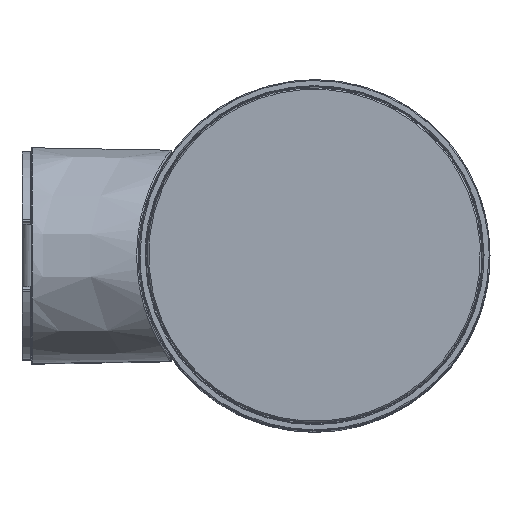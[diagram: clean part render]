
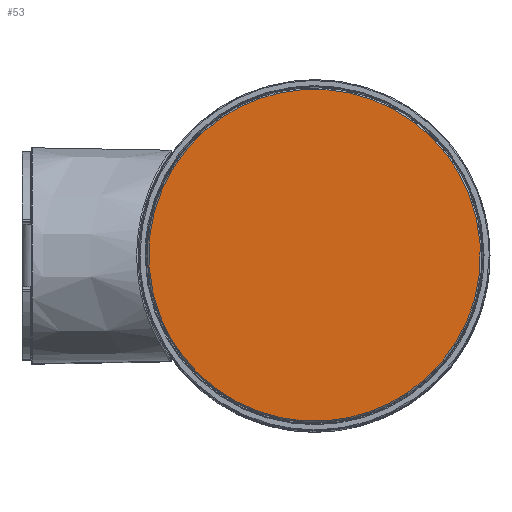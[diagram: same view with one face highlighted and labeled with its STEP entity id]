
A CAD part, top view. The second image highlights one B-rep face of the part: STEP entity #53.
In plain terms, the highlighted planar face has unit normal (0, 0, 1).
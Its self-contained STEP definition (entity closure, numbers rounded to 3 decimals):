
#53=ADVANCED_FACE('',(#281),#3357,.T.);
#281=FACE_OUTER_BOUND('',#509,.T.);
#509=EDGE_LOOP('',(#760,#761));
#760=ORIENTED_EDGE('',*,*,#1831,.F.);
#761=ORIENTED_EDGE('',*,*,#1828,.F.);
#1828=EDGE_CURVE('',#2991,#2992,#2409,.T.);
#1831=EDGE_CURVE('',#2992,#2991,#2411,.T.);
#2409=(
BOUNDED_CURVE()
B_SPLINE_CURVE(2,(#3840,#3841,#3842,#3843,#3844),.UNSPECIFIED.,.F.,.F.)
B_SPLINE_CURVE_WITH_KNOTS((3,2,3),(-386.416,-289.812,
-193.208),.UNSPECIFIED.)
CURVE()
GEOMETRIC_REPRESENTATION_ITEM()
RATIONAL_B_SPLINE_CURVE((1.,0.707,1.,0.707,1.))
REPRESENTATION_ITEM('')
);
#2411=(
BOUNDED_CURVE()
B_SPLINE_CURVE(2,(#3852,#3853,#3854,#3855,#3856),.UNSPECIFIED.,.F.,.F.)
B_SPLINE_CURVE_WITH_KNOTS((3,2,3),(-193.208,-96.604,
0.),.UNSPECIFIED.)
CURVE()
GEOMETRIC_REPRESENTATION_ITEM()
RATIONAL_B_SPLINE_CURVE((1.,0.707,1.,0.707,1.))
REPRESENTATION_ITEM('')
);
#2991=VERTEX_POINT('',#3828);
#2992=VERTEX_POINT('',#3829);
#3357=PLANE('',#3671);
#3671=AXIS2_PLACEMENT_3D('',#3816,#3738,$);
#3738=DIRECTION('',(0.,0.,1.));
#3816=CARTESIAN_POINT('',(166.162,-68.398,175.1));
#3828=CARTESIAN_POINT('',(-56.661,-23.647,175.1));
#3829=CARTESIAN_POINT('',(56.884,23.647,175.1));
#3840=CARTESIAN_POINT('',(-56.661,-23.647,175.1));
#3841=CARTESIAN_POINT('',(-80.307,33.125,175.1));
#3842=CARTESIAN_POINT('',(-23.535,56.772,175.1));
#3843=CARTESIAN_POINT('',(33.237,80.419,175.1));
#3844=CARTESIAN_POINT('',(56.884,23.647,175.1));
#3852=CARTESIAN_POINT('',(56.884,23.647,175.1));
#3853=CARTESIAN_POINT('',(80.53,-33.125,175.1));
#3854=CARTESIAN_POINT('',(23.758,-56.772,175.1));
#3855=CARTESIAN_POINT('',(-33.014,-80.419,175.1));
#3856=CARTESIAN_POINT('',(-56.661,-23.647,175.1));
